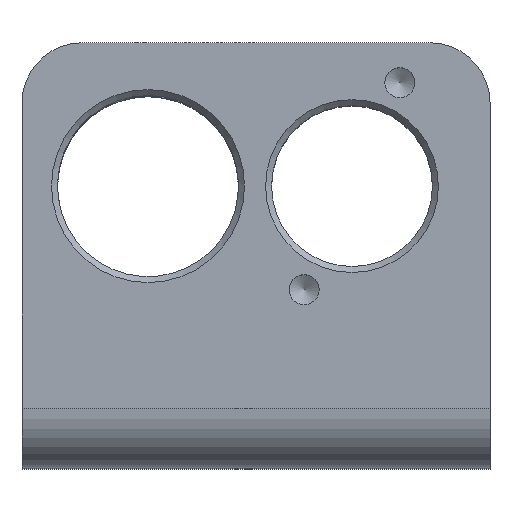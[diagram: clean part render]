
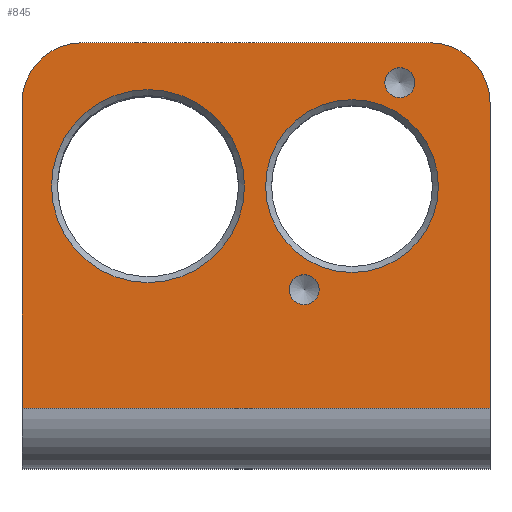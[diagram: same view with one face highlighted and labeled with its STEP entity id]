
A CAD part, top view. The second image highlights one B-rep face of the part: STEP entity #845.
In plain terms, the highlighted planar face has unit normal (0, 0, 1).
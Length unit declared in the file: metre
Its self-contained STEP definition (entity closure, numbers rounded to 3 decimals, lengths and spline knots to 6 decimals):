
#57=CIRCLE('',#914,0.0072);
#58=CIRCLE('',#915,0.00804);
#59=CIRCLE('',#916,0.00125);
#60=CIRCLE('',#917,0.00125);
#61=CIRCLE('',#918,0.005);
#62=CIRCLE('',#919,0.005);
#126=ORIENTED_EDGE('',*,*,#358,.T.);
#127=ORIENTED_EDGE('',*,*,#359,.T.);
#128=ORIENTED_EDGE('',*,*,#360,.F.);
#129=ORIENTED_EDGE('',*,*,#361,.F.);
#130=ORIENTED_EDGE('',*,*,#362,.F.);
#131=ORIENTED_EDGE('',*,*,#363,.T.);
#132=ORIENTED_EDGE('',*,*,#364,.T.);
#133=ORIENTED_EDGE('',*,*,#365,.T.);
#134=ORIENTED_EDGE('',*,*,#344,.F.);
#135=ORIENTED_EDGE('',*,*,#366,.T.);
#344=EDGE_CURVE('',#460,#461,#546,.T.);
#358=EDGE_CURVE('',#474,#474,#57,.T.);
#359=EDGE_CURVE('',#475,#475,#58,.T.);
#360=EDGE_CURVE('',#476,#476,#59,.T.);
#361=EDGE_CURVE('',#477,#477,#60,.T.);
#362=EDGE_CURVE('',#478,#479,#556,.T.);
#363=EDGE_CURVE('',#478,#480,#557,.T.);
#364=EDGE_CURVE('',#480,#481,#558,.T.);
#365=EDGE_CURVE('',#481,#461,#61,.F.);
#366=EDGE_CURVE('',#460,#479,#62,.F.);
#460=VERTEX_POINT('',#1294);
#461=VERTEX_POINT('',#1296);
#474=VERTEX_POINT('',#1331);
#475=VERTEX_POINT('',#1333);
#476=VERTEX_POINT('',#1335);
#477=VERTEX_POINT('',#1337);
#478=VERTEX_POINT('',#1339);
#479=VERTEX_POINT('',#1340);
#480=VERTEX_POINT('',#1342);
#481=VERTEX_POINT('',#1344);
#546=LINE('',#1295,#602);
#556=LINE('',#1338,#612);
#557=LINE('',#1341,#613);
#558=LINE('',#1343,#614);
#602=VECTOR('',#1022,1.);
#612=VECTOR('',#1048,1.);
#613=VECTOR('',#1049,1.);
#614=VECTOR('',#1050,1.);
#660=EDGE_LOOP('',(#126));
#661=EDGE_LOOP('',(#127));
#662=EDGE_LOOP('',(#128));
#663=EDGE_LOOP('',(#129));
#664=EDGE_LOOP('',(#130,#131,#132,#133,#134,#135));
#744=FACE_BOUND('',#660,.T.);
#745=FACE_BOUND('',#661,.T.);
#746=FACE_BOUND('',#662,.T.);
#747=FACE_BOUND('',#663,.T.);
#748=FACE_BOUND('',#664,.T.);
#828=PLANE('',#913);
#845=ADVANCED_FACE('',(#744,#745,#746,#747,#748),#828,.F.);
#913=AXIS2_PLACEMENT_3D('',#1329,#1038,#1039);
#914=AXIS2_PLACEMENT_3D('',#1330,#1040,#1041);
#915=AXIS2_PLACEMENT_3D('',#1332,#1042,#1043);
#916=AXIS2_PLACEMENT_3D('',#1334,#1044,#1045);
#917=AXIS2_PLACEMENT_3D('',#1336,#1046,#1047);
#918=AXIS2_PLACEMENT_3D('',#1345,#1051,#1052);
#919=AXIS2_PLACEMENT_3D('',#1346,#1053,#1054);
#1022=DIRECTION('',(1.,0.,0.));
#1038=DIRECTION('',(0.,0.,-1.));
#1039=DIRECTION('',(0.,1.,0.));
#1040=DIRECTION('',(0.,0.,-1.));
#1041=DIRECTION('',(0.,1.,0.));
#1042=DIRECTION('',(0.,0.,-1.));
#1043=DIRECTION('',(0.,1.,0.));
#1044=DIRECTION('',(0.,0.,1.));
#1045=DIRECTION('',(0.,-1.,0.));
#1046=DIRECTION('',(0.,0.,1.));
#1047=DIRECTION('',(0.,-1.,0.));
#1048=DIRECTION('',(0.,1.,0.));
#1049=DIRECTION('',(1.,0.,0.));
#1050=DIRECTION('',(0.,1.,0.));
#1051=DIRECTION('',(0.,0.,-1.));
#1052=DIRECTION('',(0.,1.,0.));
#1053=DIRECTION('',(0.,0.,-1.));
#1054=DIRECTION('',(0.,1.,0.));
#1294=CARTESIAN_POINT('',(-0.034,0.03544,0.));
#1295=CARTESIAN_POINT('',(0.,0.03544,0.));
#1296=CARTESIAN_POINT('',(-0.005,0.03544,0.));
#1329=CARTESIAN_POINT('',(-0.039,0.,0.));
#1330=CARTESIAN_POINT('',(-0.0115,0.0235,0.));
#1331=CARTESIAN_POINT('',(-0.0115,0.0307,0.));
#1332=CARTESIAN_POINT('',(-0.0285,0.0235,0.));
#1333=CARTESIAN_POINT('',(-0.0285,0.03154,0.));
#1334=CARTESIAN_POINT('',(-0.015483,0.014875,0.));
#1335=CARTESIAN_POINT('',(-0.015483,0.013625,0.));
#1336=CARTESIAN_POINT('',(-0.007517,0.032125,0.));
#1337=CARTESIAN_POINT('',(-0.007517,0.030875,0.));
#1338=CARTESIAN_POINT('',(-0.039,0.,0.));
#1339=CARTESIAN_POINT('',(-0.039,0.005,0.));
#1340=CARTESIAN_POINT('',(-0.039,0.03044,0.));
#1341=CARTESIAN_POINT('',(0.,0.005,0.));
#1342=CARTESIAN_POINT('',(0.,0.005,0.));
#1343=CARTESIAN_POINT('',(0.,0.,0.));
#1344=CARTESIAN_POINT('',(0.,0.03044,0.));
#1345=CARTESIAN_POINT('',(-0.005,0.03044,0.));
#1346=CARTESIAN_POINT('',(-0.034,0.03044,0.));
